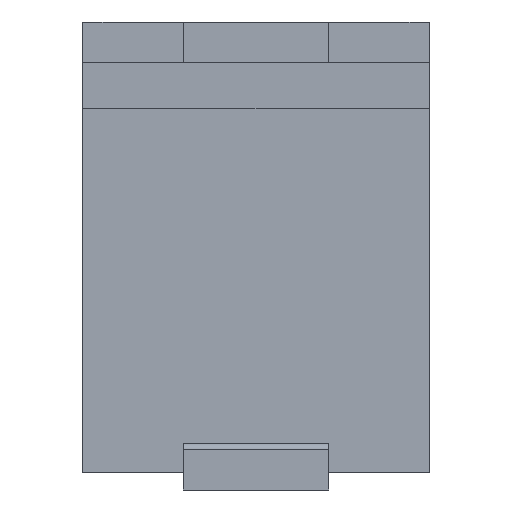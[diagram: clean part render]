
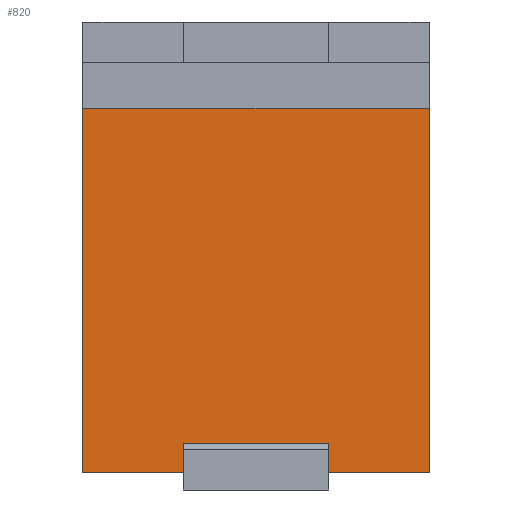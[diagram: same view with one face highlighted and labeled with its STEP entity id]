
A CAD part, front view. The second image highlights one B-rep face of the part: STEP entity #820.
In plain terms, the highlighted planar face has unit normal (0, -1, 0).
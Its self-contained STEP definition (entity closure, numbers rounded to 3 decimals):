
#162=DIRECTION('',(0.,0.,-1.));
#163=VECTOR('',#162,0.458);
#164=CARTESIAN_POINT('',(-1.143,-1.26,-2.942));
#165=LINE('',#164,#163);
#215=DIRECTION('',(0.,0.,-1.));
#216=VECTOR('',#215,0.458);
#217=CARTESIAN_POINT('',(1.143,-1.26,-2.942));
#218=LINE('',#217,#216);
#271=DIRECTION('',(1.,0.,0.));
#272=VECTOR('',#271,5.44);
#273=CARTESIAN_POINT('',(-2.72,-1.26,2.323));
#274=LINE('',#273,#272);
#275=DIRECTION('',(1.,0.,0.));
#276=VECTOR('',#275,2.285);
#277=CARTESIAN_POINT('',(-1.143,-1.26,-2.942));
#278=LINE('',#277,#276);
#291=DIRECTION('',(0.,0.,-1.));
#292=VECTOR('',#291,5.723);
#293=CARTESIAN_POINT('',(2.72,-1.26,2.323));
#294=LINE('',#293,#292);
#299=DIRECTION('',(1.,0.,0.));
#300=VECTOR('',#299,1.578);
#301=CARTESIAN_POINT('',(1.143,-1.26,-3.4));
#302=LINE('',#301,#300);
#307=DIRECTION('',(1.,0.,0.));
#308=VECTOR('',#307,1.578);
#309=CARTESIAN_POINT('',(-2.72,-1.26,-3.4));
#310=LINE('',#309,#308);
#315=DIRECTION('',(0.,0.,-1.));
#316=VECTOR('',#315,5.723);
#317=CARTESIAN_POINT('',(-2.72,-1.26,2.323));
#318=LINE('',#317,#316);
#372=CARTESIAN_POINT('',(-2.72,-1.26,2.323));
#374=VERTEX_POINT('',#372);
#375=CARTESIAN_POINT('',(-2.72,-1.26,-3.4));
#376=VERTEX_POINT('',#375);
#380=CARTESIAN_POINT('',(2.72,-1.26,2.323));
#382=VERTEX_POINT('',#380);
#383=CARTESIAN_POINT('',(2.72,-1.26,-3.4));
#384=VERTEX_POINT('',#383);
#387=CARTESIAN_POINT('',(-1.143,-1.26,-2.942));
#388=CARTESIAN_POINT('',(-1.143,-1.26,-3.4));
#389=VERTEX_POINT('',#387);
#390=VERTEX_POINT('',#388);
#391=CARTESIAN_POINT('',(1.143,-1.26,-2.942));
#392=CARTESIAN_POINT('',(1.143,-1.26,-3.4));
#393=VERTEX_POINT('',#391);
#394=VERTEX_POINT('',#392);
#800=CARTESIAN_POINT('',(-1.143,-1.26,2.323));
#801=DIRECTION('',(0.,-1.,0.));
#802=DIRECTION('',(0.,0.,-1.));
#803=AXIS2_PLACEMENT_3D('',#800,#801,#802);
#804=PLANE('',#803);
#806=ORIENTED_EDGE('',*,*,#805,.T.);
#808=ORIENTED_EDGE('',*,*,#807,.T.);
#810=ORIENTED_EDGE('',*,*,#809,.F.);
#811=ORIENTED_EDGE('',*,*,#712,.F.);
#812=ORIENTED_EDGE('',*,*,#792,.F.);
#813=ORIENTED_EDGE('',*,*,#640,.T.);
#815=ORIENTED_EDGE('',*,*,#814,.F.);
#817=ORIENTED_EDGE('',*,*,#816,.F.);
#818=EDGE_LOOP('',(#806,#808,#810,#811,#812,#813,#815,#817));
#819=FACE_OUTER_BOUND('',#818,.F.);
#640=EDGE_CURVE('',#389,#390,#165,.T.);
#712=EDGE_CURVE('',#393,#394,#218,.T.);
#792=EDGE_CURVE('',#389,#393,#278,.T.);
#805=EDGE_CURVE('',#374,#382,#274,.T.);
#807=EDGE_CURVE('',#382,#384,#294,.T.);
#809=EDGE_CURVE('',#394,#384,#302,.T.);
#814=EDGE_CURVE('',#376,#390,#310,.T.);
#816=EDGE_CURVE('',#374,#376,#318,.T.);
#820=ADVANCED_FACE('',(#819),#804,.T.);
